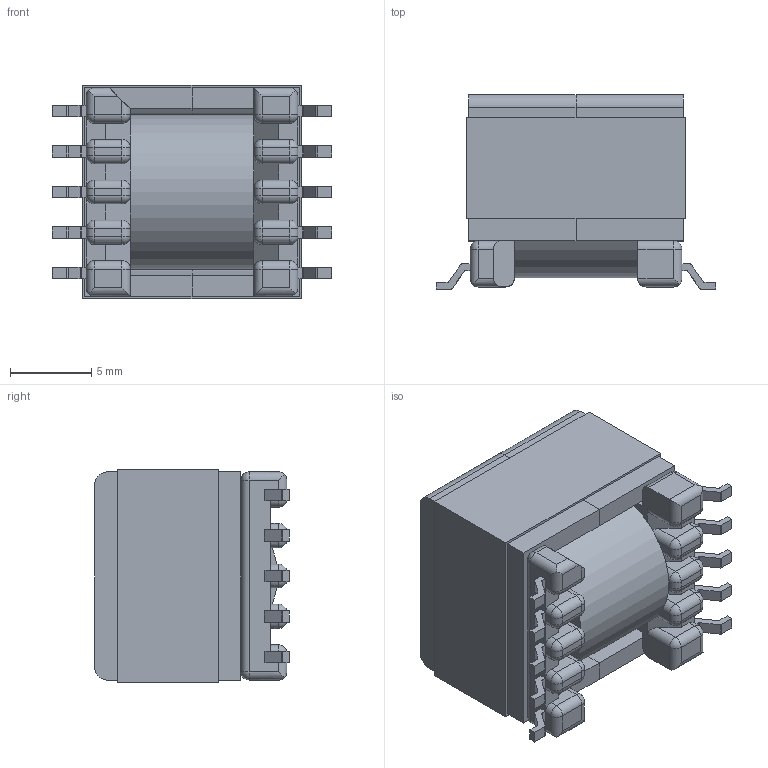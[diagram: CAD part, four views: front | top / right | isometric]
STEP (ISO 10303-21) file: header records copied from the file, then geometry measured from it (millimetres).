
FILE_DESCRIPTION (( 'STEP AP214' ), '1' );
FILE_NAME ('EP13_5465.STEP', '2019-01-31T19:53:57', ( '' ), ( '' ), 'SwSTEP 2.0', 'SolidWorks 2017', '' );
FILE_SCHEMA (( 'AUTOMOTIVE_DESIGN' ));
Length unit declared in the file: millimetre
Products named in the file (5): 440-9988-2363; 150-2363_6A; 070-5465_coil; 070-5465_6A; EP13_5465
Assembly tree (5 placements, depth 2):
  EP13_5465
    070-5465_6A
    070-5465_coil
    150-2363_6A  x2
    440-9988-2363
Bounding box: 17.16 x 11.96 x 13.1 mm (x, y, z)
Volume: 1716.9 mm3; surface area: 3164.4 mm2
Topology: 5 solids, 5 shells, 365 faces, 978 edges, 591 vertices
Faces by surface type: plane 188, cylinder 141, sphere 36
Entity records: 12267 total; most frequent: CARTESIAN_POINT 1933, DIRECTION 1839, ORIENTED_EDGE 1812, EDGE_CURVE 906, VECTOR 621, LINE 621, AXIS2_PLACEMENT_3D 609, VERTEX_POINT 567
